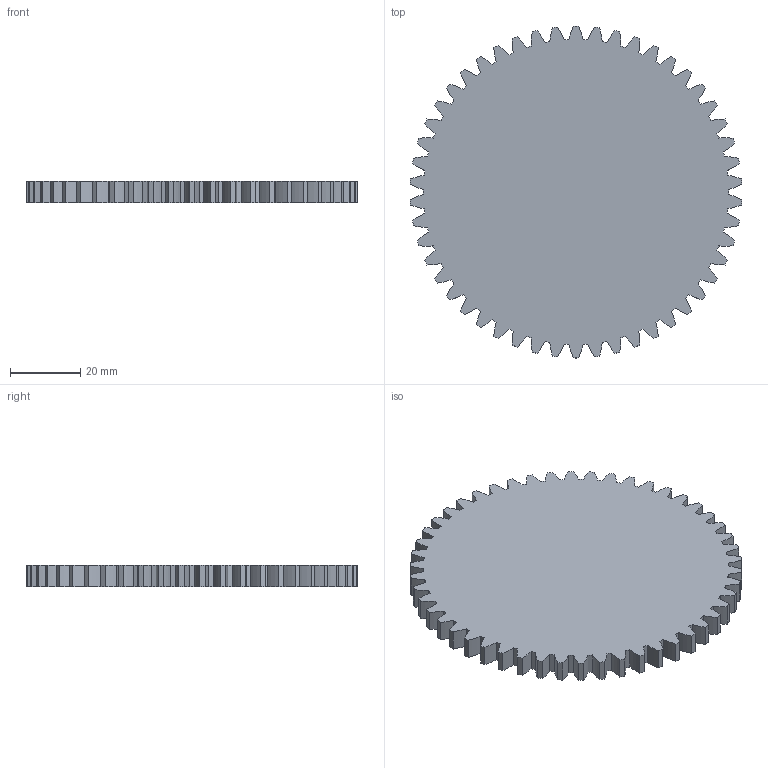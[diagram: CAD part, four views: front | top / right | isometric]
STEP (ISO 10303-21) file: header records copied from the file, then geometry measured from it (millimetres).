
FILE_DESCRIPTION(/* description */ (''),/* implementation_level */ '2;1');
FILE_NAME(/* name */ 'New_sun.stp',/* time_stamp */ '2023-10-18T12:24:31+02:00',/* author */ ('Ronan'),/* organization */ (''),/* preprocessor_version */ 'ST-DEVELOPER v19',/* originating_system */ 'Autodesk Inventor 2023',/* authorisation */ '');
FILE_SCHEMA (('AUTOMOTIVE_DESIGN { 1 0 10303 214 3 1 1 }'));
Length unit declared in the file: millimetre
Products named in the file (1): Spur Gear2
Bounding box: 94.25 x 94.35 x 6 mm (x, y, z)
Volume: 38803.7 mm3; surface area: 16227.7 mm2
Topology: 1 solids, 1 shells, 202 faces, 600 edges, 400 vertices
Faces by surface type: cylinder 200, plane 2
Entity records: 7067 total; most frequent: DIRECTION 1406, CARTESIAN_POINT 1203, ORIENTED_EDGE 1200, AXIS2_PLACEMENT_3D 603, EDGE_CURVE 600, CIRCLE 400, VERTEX_POINT 400, FACE_OUTER_BOUND 202
